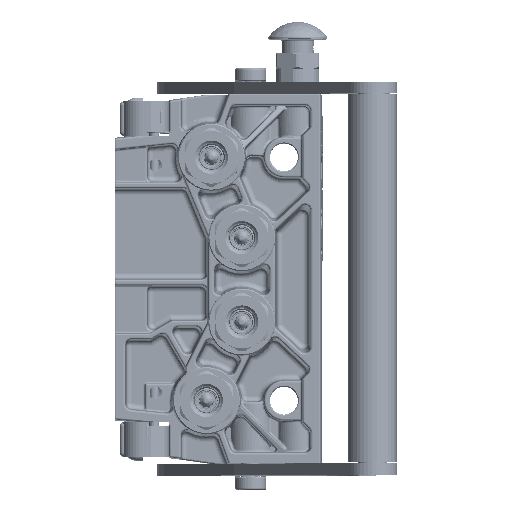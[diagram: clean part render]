
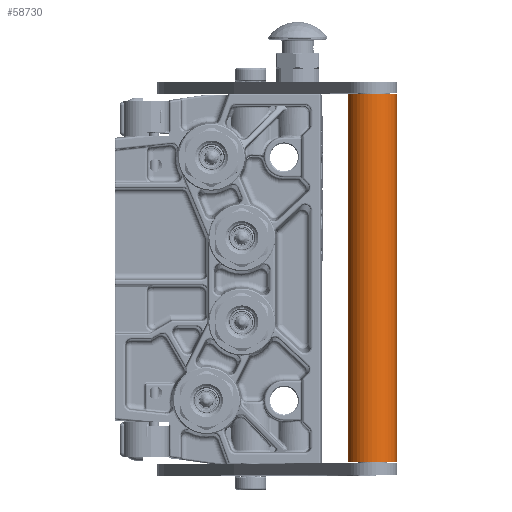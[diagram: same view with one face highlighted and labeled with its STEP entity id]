
A CAD part, top view. The second image highlights one B-rep face of the part: STEP entity #58730.
In plain terms, the highlighted cylindrical face has radius 12.5 mm (diameter 25 mm), a partial arc.
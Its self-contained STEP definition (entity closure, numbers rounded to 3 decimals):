
#19324 = ORIENTED_EDGE ( 'NONE', *, *, #142193, .F. ) ;
#20434 = AXIS2_PLACEMENT_3D ( 'NONE', #151780, #169497, #49036 ) ;
#29121 = CYLINDRICAL_SURFACE ( 'NONE', #20434, 12.5 ) ;
#30931 = ORIENTED_EDGE ( 'NONE', *, *, #202162, .T. ) ;
#32715 = CARTESIAN_POINT ( 'NONE',  ( 4.5, 0., 12.5 ) ) ;
#41840 = ORIENTED_EDGE ( 'NONE', *, *, #206951, .T. ) ;
#46455 = LINE ( 'NONE', #122972, #123186 ) ;
#46603 = VERTEX_POINT ( 'NONE', #212322 ) ;
#47168 = ORIENTED_EDGE ( 'NONE', *, *, #61779, .F. ) ;
#49036 = DIRECTION ( 'NONE',  ( 0., 0., 1. ) ) ;
#56121 = DIRECTION ( 'NONE',  ( 0., 0., -1. ) ) ;
#58730 = ADVANCED_FACE ( 'NONE', ( #84636 ), #29121, .T. ) ;
#61779 = EDGE_CURVE ( 'NONE', #66051, #76140, #210530, .T. ) ;
#66051 = VERTEX_POINT ( 'NONE', #92236 ) ;
#76140 = VERTEX_POINT ( 'NONE', #32715 ) ;
#80868 = VECTOR ( 'NONE', #93101, 1000. ) ;
#84636 = FACE_OUTER_BOUND ( 'NONE', #116859, .T. ) ;
#87719 = VERTEX_POINT ( 'NONE', #198962 ) ;
#92236 = CARTESIAN_POINT ( 'NONE',  ( 192., 0., 12.5 ) ) ;
#93101 = DIRECTION ( 'NONE',  ( -1., 0., 0. ) ) ;
#105477 = DIRECTION ( 'NONE',  ( 0., 0., -1. ) ) ;
#105588 = AXIS2_PLACEMENT_3D ( 'NONE', #137310, #205375, #105477 ) ;
#107065 = DIRECTION ( 'NONE',  ( 1., 0., 0. ) ) ;
#114213 = AXIS2_PLACEMENT_3D ( 'NONE', #191413, #107065, #56121 ) ;
#116859 = EDGE_LOOP ( 'NONE', ( #30931, #47168, #19324, #41840 ) ) ;
#122972 = CARTESIAN_POINT ( 'NONE',  ( 192., 0., -12.5 ) ) ;
#123186 = VECTOR ( 'NONE', #141418, 1000. ) ;
#132981 = CARTESIAN_POINT ( 'NONE',  ( 192., 0., 12.5 ) ) ;
#137310 = CARTESIAN_POINT ( 'NONE',  ( 4.5, 0., 0. ) ) ;
#137743 = CIRCLE ( 'NONE', #105588, 12.5 ) ;
#141418 = DIRECTION ( 'NONE',  ( -1., 0., 0. ) ) ;
#142193 = EDGE_CURVE ( 'NONE', #46603, #66051, #201772, .T. ) ;
#151780 = CARTESIAN_POINT ( 'NONE',  ( -9.825, 0., 0. ) ) ;
#169497 = DIRECTION ( 'NONE',  ( -1., 0., 0. ) ) ;
#191413 = CARTESIAN_POINT ( 'NONE',  ( 192., 0., 0. ) ) ;
#198962 = CARTESIAN_POINT ( 'NONE',  ( 4.5, 0., -12.5 ) ) ;
#201772 = CIRCLE ( 'NONE', #114213, 12.5 ) ;
#202162 = EDGE_CURVE ( 'NONE', #87719, #76140, #137743, .T. ) ;
#205375 = DIRECTION ( 'NONE',  ( 1., 0., 0. ) ) ;
#206951 = EDGE_CURVE ( 'NONE', #46603, #87719, #46455, .T. ) ;
#210530 = LINE ( 'NONE', #132981, #80868 ) ;
#212322 = CARTESIAN_POINT ( 'NONE',  ( 192., 0., -12.5 ) ) ;
